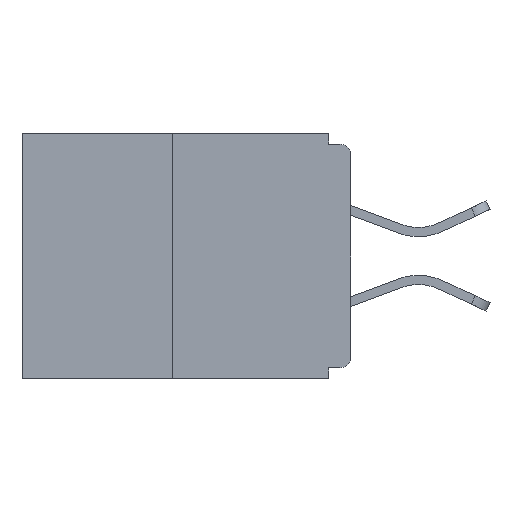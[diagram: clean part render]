
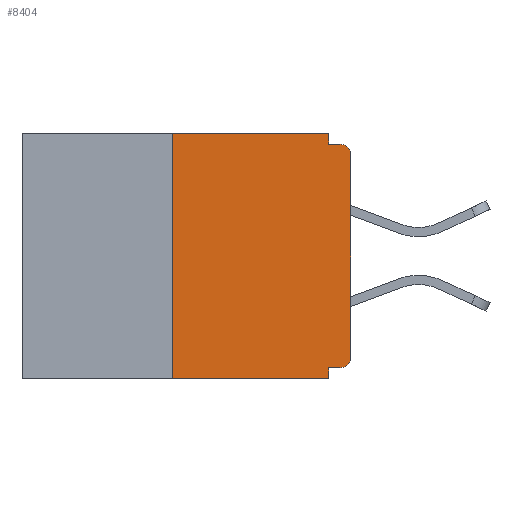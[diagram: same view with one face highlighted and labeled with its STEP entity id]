
A CAD part, left-side view. The second image highlights one B-rep face of the part: STEP entity #8404.
In plain terms, the highlighted planar face has unit normal (-1, 0, 0).
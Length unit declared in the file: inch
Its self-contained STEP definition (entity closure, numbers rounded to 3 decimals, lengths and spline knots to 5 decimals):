
#239 = CARTESIAN_POINT ( 'NONE',  ( 0., 0.015, -0.015 ) ) ;
#510 = CARTESIAN_POINT ( 'NONE',  ( 0., 0., -0.328 ) ) ;
#852 = LINE ( 'NONE', #1857, #1170 ) ;
#1120 = ORIENTED_EDGE ( 'NONE', *, *, #9621, .F. ) ;
#1170 = VECTOR ( 'NONE', #12532, 39.37008 ) ;
#1336 = ORIENTED_EDGE ( 'NONE', *, *, #13505, .T. ) ;
#1482 = LINE ( 'NONE', #6166, #10934 ) ;
#1722 = VERTEX_POINT ( 'NONE', #3649 ) ;
#1857 = CARTESIAN_POINT ( 'NONE',  ( 0., 0.031, 0. ) ) ;
#2025 = EDGE_CURVE ( 'NONE', #12086, #12777, #2706, .T. ) ;
#2215 = CARTESIAN_POINT ( 'NONE',  ( 0., 0., -0.313 ) ) ;
#2262 = LINE ( 'NONE', #3277, #4492 ) ;
#2605 = DIRECTION ( 'NONE',  ( -1., 0., 0. ) ) ;
#2670 = DIRECTION ( 'NONE',  ( -1., 0., 0. ) ) ;
#2706 = LINE ( 'NONE', #10850, #4613 ) ;
#2984 = ORIENTED_EDGE ( 'NONE', *, *, #5791, .T. ) ;
#3234 = LINE ( 'NONE', #15170, #5203 ) ;
#3277 = CARTESIAN_POINT ( 'NONE',  ( 0., 0.031, -0.343 ) ) ;
#3465 = CIRCLE ( 'NONE', #7236, 0.015 ) ;
#3640 = CARTESIAN_POINT ( 'NONE',  ( 0., 0.46, -0.343 ) ) ;
#3649 = CARTESIAN_POINT ( 'NONE',  ( 0., 0., -0.03 ) ) ;
#3694 = CARTESIAN_POINT ( 'NONE',  ( 0., 0.031, -0.328 ) ) ;
#4063 = VERTEX_POINT ( 'NONE', #8546 ) ;
#4395 = CARTESIAN_POINT ( 'NONE',  ( 0., 0.25, 0. ) ) ;
#4492 = VECTOR ( 'NONE', #13876, 39.37008 ) ;
#4613 = VECTOR ( 'NONE', #6172, 39.37008 ) ;
#4702 = EDGE_CURVE ( 'NONE', #8499, #10394, #2262, .T. ) ;
#5096 = PLANE ( 'NONE',  #11199 ) ;
#5203 = VECTOR ( 'NONE', #9020, 39.37008 ) ;
#5352 = AXIS2_PLACEMENT_3D ( 'NONE', #5974, #2670, #10740 ) ;
#5417 = EDGE_CURVE ( 'NONE', #8184, #4063, #11215, .T. ) ;
#5631 = LINE ( 'NONE', #3640, #5890 ) ;
#5791 = EDGE_CURVE ( 'NONE', #1722, #12777, #3465, .T. ) ;
#5848 = ORIENTED_EDGE ( 'NONE', *, *, #11342, .F. ) ;
#5890 = VECTOR ( 'NONE', #8126, 39.37008 ) ;
#5905 = VERTEX_POINT ( 'NONE', #9299 ) ;
#5974 = CARTESIAN_POINT ( 'NONE',  ( 0., 0.015, -0.313 ) ) ;
#6072 = ORIENTED_EDGE ( 'NONE', *, *, #5417, .F. ) ;
#6166 = CARTESIAN_POINT ( 'NONE',  ( 0., 0., 0. ) ) ;
#6172 = DIRECTION ( 'NONE',  ( 0., -1., 0. ) ) ;
#6437 = DIRECTION ( 'NONE',  ( 0., 0., -1. ) ) ;
#7236 = AXIS2_PLACEMENT_3D ( 'NONE', #8556, #2605, #10890 ) ;
#7835 = EDGE_LOOP ( 'NONE', ( #6072, #11670, #11608, #11198, #5848, #10617, #1336, #2984, #12146, #1120 ) ) ;
#8126 = DIRECTION ( 'NONE',  ( 0., -1., 0. ) ) ;
#8184 = VERTEX_POINT ( 'NONE', #4395 ) ;
#8258 = EDGE_CURVE ( 'NONE', #5905, #8184, #3234, .T. ) ;
#8404 = ADVANCED_FACE ( 'NONE', ( #14691 ), #5096, .F. ) ;
#8499 = VERTEX_POINT ( 'NONE', #3694 ) ;
#8546 = CARTESIAN_POINT ( 'NONE',  ( 0., 0.031, 0. ) ) ;
#8556 = CARTESIAN_POINT ( 'NONE',  ( 0., 0.015, -0.03 ) ) ;
#8831 = LINE ( 'NONE', #510, #10172 ) ;
#8851 = CARTESIAN_POINT ( 'NONE',  ( 0., 0.015, -0.328 ) ) ;
#9020 = DIRECTION ( 'NONE',  ( 0., 0., 1. ) ) ;
#9299 = CARTESIAN_POINT ( 'NONE',  ( 0., 0.25, -0.343 ) ) ;
#9350 = EDGE_CURVE ( 'NONE', #5905, #10394, #5631, .T. ) ;
#9621 = EDGE_CURVE ( 'NONE', #4063, #12086, #852, .T. ) ;
#9866 = CARTESIAN_POINT ( 'NONE',  ( 0., 0.46, 0. ) ) ;
#10172 = VECTOR ( 'NONE', #12188, 39.37008 ) ;
#10193 = CARTESIAN_POINT ( 'NONE',  ( 0., 0.46, 0. ) ) ;
#10394 = VERTEX_POINT ( 'NONE', #12421 ) ;
#10617 = ORIENTED_EDGE ( 'NONE', *, *, #14373, .T. ) ;
#10740 = DIRECTION ( 'NONE',  ( 0., 0., -1. ) ) ;
#10754 = VERTEX_POINT ( 'NONE', #8851 ) ;
#10850 = CARTESIAN_POINT ( 'NONE',  ( 0., 0., -0.015 ) ) ;
#10890 = DIRECTION ( 'NONE',  ( 0., 0., -1. ) ) ;
#10934 = VECTOR ( 'NONE', #12150, 39.37008 ) ;
#11198 = ORIENTED_EDGE ( 'NONE', *, *, #4702, .F. ) ;
#11199 = AXIS2_PLACEMENT_3D ( 'NONE', #9866, #14608, #6437 ) ;
#11215 = LINE ( 'NONE', #10193, #12474 ) ;
#11342 = EDGE_CURVE ( 'NONE', #10754, #8499, #8831, .T. ) ;
#11608 = ORIENTED_EDGE ( 'NONE', *, *, #9350, .T. ) ;
#11670 = ORIENTED_EDGE ( 'NONE', *, *, #8258, .F. ) ;
#11696 = CARTESIAN_POINT ( 'NONE',  ( 0., 0.031, -0.015 ) ) ;
#12086 = VERTEX_POINT ( 'NONE', #11696 ) ;
#12146 = ORIENTED_EDGE ( 'NONE', *, *, #2025, .F. ) ;
#12150 = DIRECTION ( 'NONE',  ( 0., 0., 1. ) ) ;
#12188 = DIRECTION ( 'NONE',  ( 0., 1., 0. ) ) ;
#12421 = CARTESIAN_POINT ( 'NONE',  ( 0., 0.031, -0.343 ) ) ;
#12474 = VECTOR ( 'NONE', #14849, 39.37008 ) ;
#12532 = DIRECTION ( 'NONE',  ( 0., 0., -1. ) ) ;
#12777 = VERTEX_POINT ( 'NONE', #239 ) ;
#12840 = CIRCLE ( 'NONE', #5352, 0.015 ) ;
#13505 = EDGE_CURVE ( 'NONE', #15054, #1722, #1482, .T. ) ;
#13876 = DIRECTION ( 'NONE',  ( 0., 0., -1. ) ) ;
#14373 = EDGE_CURVE ( 'NONE', #10754, #15054, #12840, .T. ) ;
#14608 = DIRECTION ( 'NONE',  ( 1., 0., 0. ) ) ;
#14691 = FACE_OUTER_BOUND ( 'NONE', #7835, .T. ) ;
#14849 = DIRECTION ( 'NONE',  ( 0., -1., 0. ) ) ;
#15054 = VERTEX_POINT ( 'NONE', #2215 ) ;
#15170 = CARTESIAN_POINT ( 'NONE',  ( 0., 0.25, 0. ) ) ;
